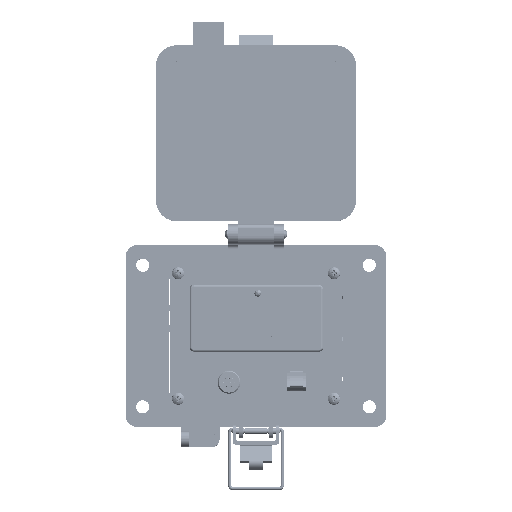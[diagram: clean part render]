
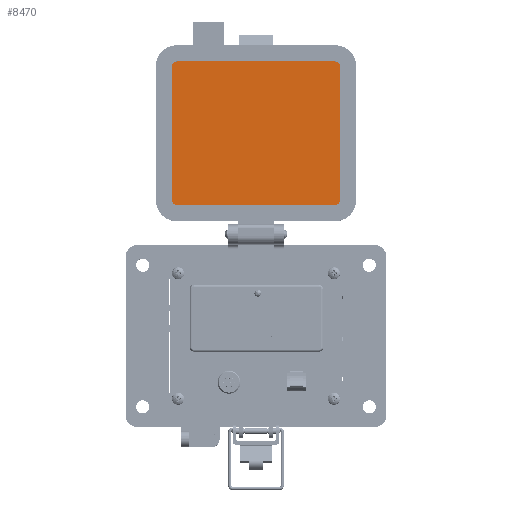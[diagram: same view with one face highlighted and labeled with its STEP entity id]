
A CAD part, top view. The second image highlights one B-rep face of the part: STEP entity #8470.
In plain terms, the highlighted planar face has unit normal (0, 0, 1).
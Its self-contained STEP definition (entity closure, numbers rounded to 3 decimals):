
#3580 = VECTOR ( 'NONE', #56914, 1000. ) ;
#4779 = DIRECTION ( 'NONE',  ( 0., 0., -1. ) ) ;
#5860 = EDGE_CURVE ( 'NONE', #73718, #6069, #29530, .T. ) ;
#5989 = ORIENTED_EDGE ( 'NONE', *, *, #66726, .F. ) ;
#6069 = VERTEX_POINT ( 'NONE', #79322 ) ;
#7453 = CIRCLE ( 'NONE', #37938, 2.299 ) ;
#8470 = ADVANCED_FACE ( 'NONE', ( #15331 ), #96109, .T. ) ;
#9775 = CARTESIAN_POINT ( 'NONE',  ( 39.871, 130.108, 19.202 ) ) ;
#13508 = DIRECTION ( 'NONE',  ( 0., 0., -1. ) ) ;
#15331 = FACE_OUTER_BOUND ( 'NONE', #60130, .T. ) ;
#17823 = CARTESIAN_POINT ( 'NONE',  ( -3.279, 57.705, 19.202 ) ) ;
#18874 = VERTEX_POINT ( 'NONE', #27769 ) ;
#19589 = DIRECTION ( 'NONE',  ( -1., 0., 0. ) ) ;
#19690 = AXIS2_PLACEMENT_3D ( 'NONE', #63218, #4779, #72965 ) ;
#22460 = ORIENTED_EDGE ( 'NONE', *, *, #5860, .F. ) ;
#24123 = ORIENTED_EDGE ( 'NONE', *, *, #24126, .F. ) ;
#24126 = EDGE_CURVE ( 'NONE', #6069, #69374, #7453, .T. ) ;
#25416 = CARTESIAN_POINT ( 'NONE',  ( 35.912, 128.688, 19.202 ) ) ;
#27769 = CARTESIAN_POINT ( 'NONE',  ( 35.912, 57.705, 19.202 ) ) ;
#29530 = LINE ( 'NONE', #106084, #3580 ) ;
#32247 = EDGE_CURVE ( 'NONE', #37883, #106846, #50701, .T. ) ;
#37402 = EDGE_CURVE ( 'NONE', #106846, #18874, #63021, .T. ) ;
#37883 = VERTEX_POINT ( 'NONE', #103244 ) ;
#37938 = AXIS2_PLACEMENT_3D ( 'NONE', #42099, #110100, #51813 ) ;
#39760 = CARTESIAN_POINT ( 'NONE',  ( -44.769, 60.004, 19.202 ) ) ;
#39785 = CIRCLE ( 'NONE', #19690, 2.299 ) ;
#42099 = CARTESIAN_POINT ( 'NONE',  ( -42.469, 126.389, 19.202 ) ) ;
#43661 = AXIS2_PLACEMENT_3D ( 'NONE', #9775, #77923, #19589 ) ;
#45051 = DIRECTION ( 'NONE',  ( 1., 0., 0. ) ) ;
#46534 = ORIENTED_EDGE ( 'NONE', *, *, #108971, .F. ) ;
#50273 = ORIENTED_EDGE ( 'NONE', *, *, #83992, .F. ) ;
#50701 = LINE ( 'NONE', #112546, #99376 ) ;
#50947 = VECTOR ( 'NONE', #45051, 1000. ) ;
#51813 = DIRECTION ( 'NONE',  ( 0., -1., 0. ) ) ;
#52285 = VERTEX_POINT ( 'NONE', #95013 ) ;
#56914 = DIRECTION ( 'NONE',  ( 0., 1., 0. ) ) ;
#57486 = CARTESIAN_POINT ( 'NONE',  ( 35.912, 60.004, 19.202 ) ) ;
#60130 = EDGE_LOOP ( 'NONE', ( #66216, #79749, #50273, #46534, #24123, #22460, #5989, #88065 ) ) ;
#63021 = CIRCLE ( 'NONE', #96867, 2.299 ) ;
#63218 = CARTESIAN_POINT ( 'NONE',  ( -42.469, 60.004, 19.202 ) ) ;
#63616 = CIRCLE ( 'NONE', #119685, 2.299 ) ;
#66216 = ORIENTED_EDGE ( 'NONE', *, *, #37402, .F. ) ;
#66726 = EDGE_CURVE ( 'NONE', #52285, #73718, #39785, .T. ) ;
#67315 = DIRECTION ( 'NONE',  ( 0., -1., 0. ) ) ;
#69374 = VERTEX_POINT ( 'NONE', #82521 ) ;
#71888 = CARTESIAN_POINT ( 'NONE',  ( 35.912, 126.389, 19.202 ) ) ;
#72965 = DIRECTION ( 'NONE',  ( 1., 0., 0. ) ) ;
#73718 = VERTEX_POINT ( 'NONE', #39760 ) ;
#77923 = DIRECTION ( 'NONE',  ( 0., 0., 1. ) ) ;
#79322 = CARTESIAN_POINT ( 'NONE',  ( -44.769, 126.389, 19.202 ) ) ;
#79749 = ORIENTED_EDGE ( 'NONE', *, *, #32247, .F. ) ;
#79896 = LINE ( 'NONE', #102850, #50947 ) ;
#81609 = DIRECTION ( 'NONE',  ( 1., 0., 0. ) ) ;
#82521 = CARTESIAN_POINT ( 'NONE',  ( -42.469, 128.688, 19.202 ) ) ;
#83992 = EDGE_CURVE ( 'NONE', #114922, #37883, #63616, .T. ) ;
#85501 = DIRECTION ( 'NONE',  ( -1., 0., 0. ) ) ;
#87119 = VECTOR ( 'NONE', #85501, 1000. ) ;
#88065 = ORIENTED_EDGE ( 'NONE', *, *, #123316, .F. ) ;
#90166 = LINE ( 'NONE', #17823, #87119 ) ;
#95013 = CARTESIAN_POINT ( 'NONE',  ( -42.469, 57.705, 19.202 ) ) ;
#96109 = PLANE ( 'NONE',  #43661 ) ;
#96867 = AXIS2_PLACEMENT_3D ( 'NONE', #57486, #125477, #67315 ) ;
#99376 = VECTOR ( 'NONE', #102732, 1000. ) ;
#102732 = DIRECTION ( 'NONE',  ( 0., -1., 0. ) ) ;
#102850 = CARTESIAN_POINT ( 'NONE',  ( -3.279, 128.688, 19.202 ) ) ;
#103244 = CARTESIAN_POINT ( 'NONE',  ( 38.212, 126.389, 19.202 ) ) ;
#106084 = CARTESIAN_POINT ( 'NONE',  ( -44.769, 93.196, 19.202 ) ) ;
#106846 = VERTEX_POINT ( 'NONE', #115801 ) ;
#108971 = EDGE_CURVE ( 'NONE', #69374, #114922, #79896, .T. ) ;
#110100 = DIRECTION ( 'NONE',  ( 0., 0., -1. ) ) ;
#112546 = CARTESIAN_POINT ( 'NONE',  ( 38.212, 93.196, 19.202 ) ) ;
#114922 = VERTEX_POINT ( 'NONE', #25416 ) ;
#115801 = CARTESIAN_POINT ( 'NONE',  ( 38.212, 60.004, 19.202 ) ) ;
#119685 = AXIS2_PLACEMENT_3D ( 'NONE', #71888, #13508, #81609 ) ;
#123316 = EDGE_CURVE ( 'NONE', #18874, #52285, #90166, .T. ) ;
#125477 = DIRECTION ( 'NONE',  ( 0., 0., -1. ) ) ;
